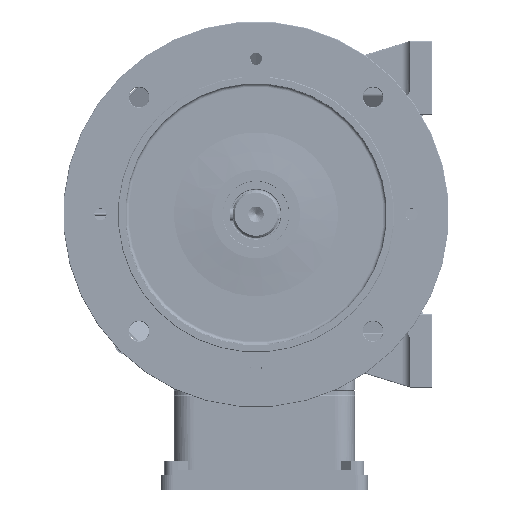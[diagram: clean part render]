
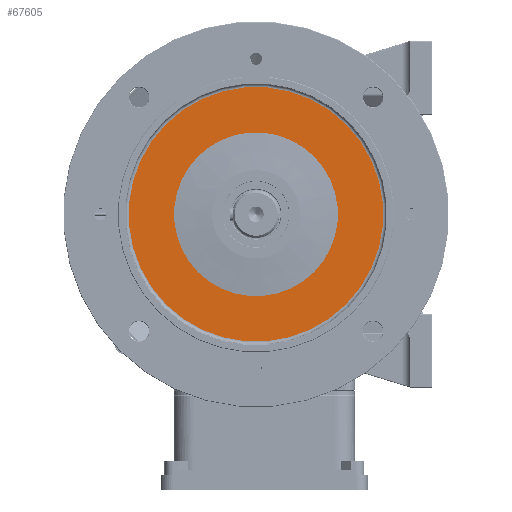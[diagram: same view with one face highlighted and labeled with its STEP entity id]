
A CAD part, left-side view. The second image highlights one B-rep face of the part: STEP entity #67605.
In plain terms, the highlighted face is planar.
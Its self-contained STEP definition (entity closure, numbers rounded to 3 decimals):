
#169 = CARTESIAN_POINT ( 'NONE',  ( -3., 0., 0. ) ) ;
#10341 = ORIENTED_EDGE ( 'NONE', *, *, #170805, .T. ) ;
#15608 = DIRECTION ( 'NONE',  ( 0., 0., -1. ) ) ;
#17005 = EDGE_CURVE ( 'NONE', #75920, #229987, #40062, .T. ) ;
#17109 = DIRECTION ( 'NONE',  ( 1., 0., 0. ) ) ;
#34803 = DIRECTION ( 'NONE',  ( 0., 0., -1. ) ) ;
#39093 = CIRCLE ( 'NONE', #174416, 115.5 ) ;
#40062 = CIRCLE ( 'NONE', #175377, 115.5 ) ;
#42593 = EDGE_CURVE ( 'NONE', #132821, #97288, #176199, .T. ) ;
#46385 = ORIENTED_EDGE ( 'NONE', *, *, #17005, .T. ) ;
#48792 = ORIENTED_EDGE ( 'NONE', *, *, #231736, .F. ) ;
#67605 = ADVANCED_FACE ( 'NONE', ( #211848, #196112 ), #102856, .T. ) ;
#75637 = AXIS2_PLACEMENT_3D ( 'NONE', #169, #17109, #222778 ) ;
#75920 = VERTEX_POINT ( 'NONE', #213663 ) ;
#96152 = DIRECTION ( 'NONE',  ( 1., 0., 0. ) ) ;
#97288 = VERTEX_POINT ( 'NONE', #202085 ) ;
#102856 = PLANE ( 'NONE',  #184870 ) ;
#109954 = DIRECTION ( 'NONE',  ( 1., 0., 0. ) ) ;
#113375 = CIRCLE ( 'NONE', #202440, 74.29 ) ;
#117849 = CARTESIAN_POINT ( 'NONE',  ( -3., 0., 115.5 ) ) ;
#119054 = CARTESIAN_POINT ( 'NONE',  ( -3., 0., 0. ) ) ;
#124277 = EDGE_LOOP ( 'NONE', ( #46385, #10341 ) ) ;
#132821 = VERTEX_POINT ( 'NONE', #136974 ) ;
#136974 = CARTESIAN_POINT ( 'NONE',  ( -3., 0., -74.29 ) ) ;
#157363 = DIRECTION ( 'NONE',  ( 0., 0., -1. ) ) ;
#159744 = CARTESIAN_POINT ( 'NONE',  ( -3., 115.5, 0. ) ) ;
#170805 = EDGE_CURVE ( 'NONE', #229987, #75920, #39093, .T. ) ;
#174416 = AXIS2_PLACEMENT_3D ( 'NONE', #119054, #96152, #229198 ) ;
#175377 = AXIS2_PLACEMENT_3D ( 'NONE', #218792, #200696, #34803 ) ;
#176199 = CIRCLE ( 'NONE', #75637, 74.29 ) ;
#182074 = EDGE_LOOP ( 'NONE', ( #48792, #238002 ) ) ;
#184870 = AXIS2_PLACEMENT_3D ( 'NONE', #159744, #193718, #157363 ) ;
#193718 = DIRECTION ( 'NONE',  ( 1., 0., 0. ) ) ;
#196112 = FACE_BOUND ( 'NONE', #182074, .T. ) ;
#199652 = CARTESIAN_POINT ( 'NONE',  ( -3., 0., 0. ) ) ;
#200696 = DIRECTION ( 'NONE',  ( 1., 0., 0. ) ) ;
#202085 = CARTESIAN_POINT ( 'NONE',  ( -3., 0., 74.29 ) ) ;
#202440 = AXIS2_PLACEMENT_3D ( 'NONE', #199652, #109954, #15608 ) ;
#211848 = FACE_OUTER_BOUND ( 'NONE', #124277, .T. ) ;
#213663 = CARTESIAN_POINT ( 'NONE',  ( -3., 0., -115.5 ) ) ;
#218792 = CARTESIAN_POINT ( 'NONE',  ( -3., 0., 0. ) ) ;
#222778 = DIRECTION ( 'NONE',  ( 0., 0., -1. ) ) ;
#229198 = DIRECTION ( 'NONE',  ( 0., 0., -1. ) ) ;
#229987 = VERTEX_POINT ( 'NONE', #117849 ) ;
#231736 = EDGE_CURVE ( 'NONE', #97288, #132821, #113375, .T. ) ;
#238002 = ORIENTED_EDGE ( 'NONE', *, *, #42593, .F. ) ;
